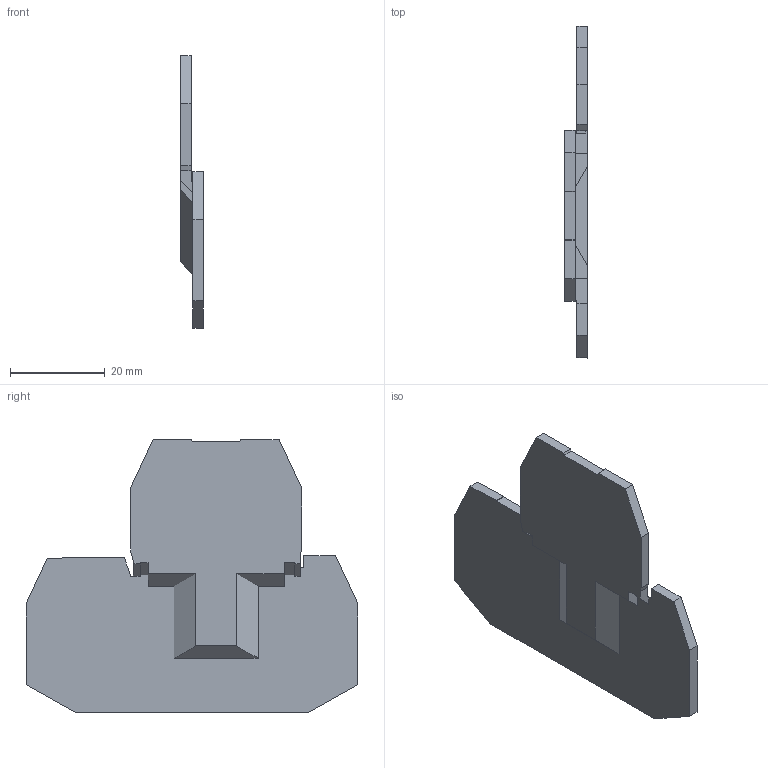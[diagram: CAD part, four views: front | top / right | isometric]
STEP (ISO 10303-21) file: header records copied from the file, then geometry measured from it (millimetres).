
FILE_DESCRIPTION(('Creo Elements/Direct Modeling STEP Export'),'2;1');
FILE_NAME('model.stp','2020-09-17T 8:17:03',(''),(''),'Creo Elements/Direct Modeling STEP processor for AP214 (Solid Model)','Creo Elements/Direct Modeling 20.1A 29-Sep-2018 (C) Parametric Technology GmbH','');
FILE_SCHEMA(('AUTOMOTIVE_DESIGN { 1 0 10303 214 1 1 1 1 }'));
Length unit declared in the file: millimetre
Products named in the file (2): D_UTTB_2.5_4-select
Assembly tree (1 placements, depth 2):
  D_UTTB_2.5_4-select
    D_UTTB_2.5_4-select
Bounding box: 4.78 x 69.9 x 57.5 mm (x, y, z)
Volume: 6457.4 mm3; surface area: 6709.2 mm2
Topology: 1 solids, 1 shells, 56 faces, 160 edges, 106 vertices
Faces by surface type: plane 56
Entity records: 2276 total; most frequent: CARTESIAN_POINT 323, ORIENTED_EDGE 320, DIRECTION 274, VECTOR 160, LINE 160, EDGE_CURVE 160, VERTEX_POINT 106, AXIS2_PLACEMENT_3D 57
